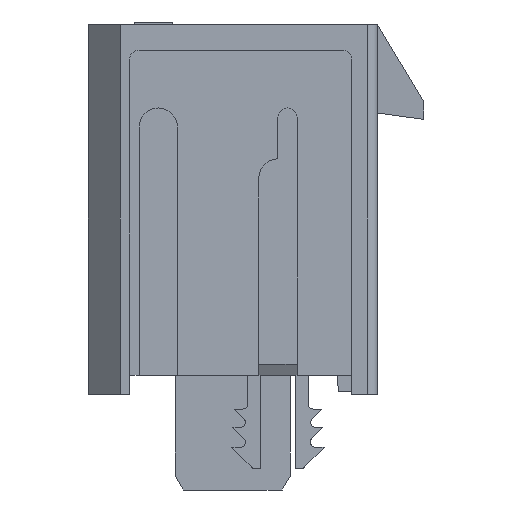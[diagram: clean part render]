
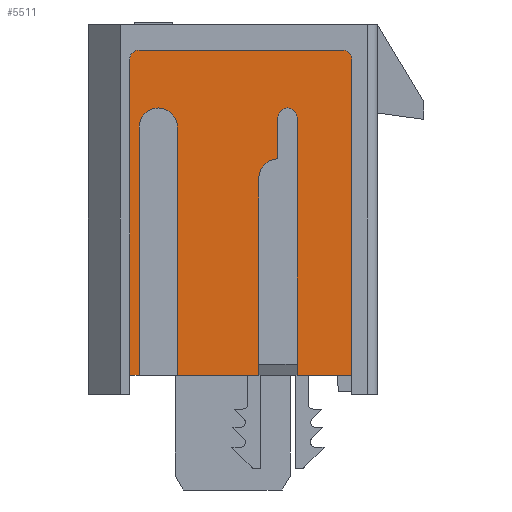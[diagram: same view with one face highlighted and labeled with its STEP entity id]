
A CAD part, left-side view. The second image highlights one B-rep face of the part: STEP entity #5511.
In plain terms, the highlighted planar face has unit normal (-1, 0, 0).
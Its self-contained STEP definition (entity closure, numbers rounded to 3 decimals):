
#61=DIRECTION('',(0.,1.,0.));
#62=VECTOR('',#61,2.184);
#63=CARTESIAN_POINT('',(38.608,15.793,-8.834));
#64=LINE('',#63,#62);
#161=DIRECTION('',(0.,1.,0.));
#162=VECTOR('',#161,0.381);
#163=CARTESIAN_POINT('',(38.608,24.277,-8.834));
#164=LINE('',#163,#162);
#169=DIRECTION('',(0.,1.,0.));
#170=VECTOR('',#169,3.251);
#171=CARTESIAN_POINT('',(38.608,19.501,-8.834));
#172=LINE('',#171,#170);
#373=CARTESIAN_POINT('',(38.608,16.174,3.764));
#374=DIRECTION('',(-1.,0.,0.));
#375=DIRECTION('',(0.,-1.,0.));
#376=AXIS2_PLACEMENT_3D('',#373,#374,#375);
#378=DIRECTION('',(0.,0.,1.));
#379=VECTOR('',#378,12.598);
#380=CARTESIAN_POINT('',(38.608,15.793,-8.834));
#381=LINE('',#380,#379);
#382=DIRECTION('',(0.,0.,-1.));
#383=VECTOR('',#382,10.287);
#384=CARTESIAN_POINT('',(38.608,17.977,1.453));
#385=LINE('',#384,#383);
#386=CARTESIAN_POINT('',(38.608,18.358,1.453));
#387=DIRECTION('',(1.,0.,0.));
#388=DIRECTION('',(0.,1.,0.));
#389=AXIS2_PLACEMENT_3D('',#386,#387,#388);
#391=DIRECTION('',(0.,0.,1.));
#392=VECTOR('',#391,1.651);
#393=CARTESIAN_POINT('',(38.608,18.739,-0.198));
#394=LINE('',#393,#392);
#395=CARTESIAN_POINT('',(38.608,18.739,-0.96));
#396=DIRECTION('',(1.,0.,0.));
#397=DIRECTION('',(0.,1.,0.));
#398=AXIS2_PLACEMENT_3D('',#395,#396,#397);
#400=DIRECTION('',(0.,0.,1.));
#401=VECTOR('',#400,7.874);
#402=CARTESIAN_POINT('',(38.608,19.501,-8.834));
#403=LINE('',#402,#401);
#404=DIRECTION('',(0.,0.,-1.));
#405=VECTOR('',#404,9.906);
#406=CARTESIAN_POINT('',(38.608,22.753,1.072));
#407=LINE('',#406,#405);
#408=CARTESIAN_POINT('',(38.608,23.515,1.072));
#409=DIRECTION('',(1.,0.,0.));
#410=DIRECTION('',(0.,1.,0.));
#411=AXIS2_PLACEMENT_3D('',#408,#409,#410);
#413=DIRECTION('',(0.,0.,1.));
#414=VECTOR('',#413,9.906);
#415=CARTESIAN_POINT('',(38.608,24.277,-8.834));
#416=LINE('',#415,#414);
#417=DIRECTION('',(0.,0.,-1.));
#418=VECTOR('',#417,12.598);
#419=CARTESIAN_POINT('',(38.608,24.658,3.764));
#420=LINE('',#419,#418);
#421=CARTESIAN_POINT('',(38.608,24.277,3.764));
#422=DIRECTION('',(-1.,0.,0.));
#423=DIRECTION('',(0.,0.,1.));
#424=AXIS2_PLACEMENT_3D('',#421,#422,#423);
#426=DIRECTION('',(0.,1.,0.));
#427=VECTOR('',#426,8.103);
#428=CARTESIAN_POINT('',(38.608,16.174,4.145));
#429=LINE('',#428,#427);
#3887=CARTESIAN_POINT('',(38.608,15.793,-8.834));
#3888=CARTESIAN_POINT('',(38.608,15.793,3.764));
#3889=VERTEX_POINT('',#3887);
#3890=VERTEX_POINT('',#3888);
#3891=CARTESIAN_POINT('',(38.608,17.977,-8.834));
#3892=VERTEX_POINT('',#3891);
#3893=CARTESIAN_POINT('',(38.608,17.977,1.453));
#3894=VERTEX_POINT('',#3893);
#3895=CARTESIAN_POINT('',(38.608,18.739,1.453));
#3896=VERTEX_POINT('',#3895);
#3897=CARTESIAN_POINT('',(38.608,18.739,-0.198));
#3898=VERTEX_POINT('',#3897);
#3899=CARTESIAN_POINT('',(38.608,19.501,-0.96));
#3900=VERTEX_POINT('',#3899);
#3901=CARTESIAN_POINT('',(38.608,19.501,-8.834));
#3902=VERTEX_POINT('',#3901);
#3903=CARTESIAN_POINT('',(38.608,22.753,-8.834));
#3904=VERTEX_POINT('',#3903);
#3905=CARTESIAN_POINT('',(38.608,22.753,1.072));
#3906=VERTEX_POINT('',#3905);
#3907=CARTESIAN_POINT('',(38.608,24.277,1.072));
#3908=VERTEX_POINT('',#3907);
#3909=CARTESIAN_POINT('',(38.608,24.277,-8.834));
#3910=VERTEX_POINT('',#3909);
#3911=CARTESIAN_POINT('',(38.608,24.658,-8.834));
#3912=VERTEX_POINT('',#3911);
#3913=CARTESIAN_POINT('',(38.608,24.658,3.764));
#3914=VERTEX_POINT('',#3913);
#3915=CARTESIAN_POINT('',(38.608,24.277,4.145));
#3916=VERTEX_POINT('',#3915);
#3917=CARTESIAN_POINT('',(38.608,16.174,4.145));
#3918=VERTEX_POINT('',#3917);
#5476=CARTESIAN_POINT('',(38.608,16.591,-1.161));
#5477=DIRECTION('',(-1.,0.,0.));
#5478=DIRECTION('',(0.,-1.,0.));
#5479=AXIS2_PLACEMENT_3D('',#5476,#5477,#5478);
#5480=PLANE('',#5479);
#5482=ORIENTED_EDGE('',*,*,#5481,.F.);
#5484=ORIENTED_EDGE('',*,*,#5483,.F.);
#5485=ORIENTED_EDGE('',*,*,#5185,.T.);
#5487=ORIENTED_EDGE('',*,*,#5486,.F.);
#5489=ORIENTED_EDGE('',*,*,#5488,.F.);
#5491=ORIENTED_EDGE('',*,*,#5490,.F.);
#5493=ORIENTED_EDGE('',*,*,#5492,.F.);
#5494=ORIENTED_EDGE('',*,*,#5462,.F.);
#5495=ORIENTED_EDGE('',*,*,#5287,.T.);
#5497=ORIENTED_EDGE('',*,*,#5496,.F.);
#5499=ORIENTED_EDGE('',*,*,#5498,.F.);
#5501=ORIENTED_EDGE('',*,*,#5500,.F.);
#5502=ORIENTED_EDGE('',*,*,#5279,.T.);
#5504=ORIENTED_EDGE('',*,*,#5503,.F.);
#5506=ORIENTED_EDGE('',*,*,#5505,.F.);
#5508=ORIENTED_EDGE('',*,*,#5507,.F.);
#5509=EDGE_LOOP('',(#5482,#5484,#5485,#5487,#5489,#5491,#5493,#5494,#5495,#5497,
#5499,#5501,#5502,#5504,#5506,#5508));
#5510=FACE_OUTER_BOUND('',#5509,.F.);
#5511=ADVANCED_FACE('',(#5510),#5480,.T.);
#377=CIRCLE('',#376,0.381);
#390=CIRCLE('',#389,0.381);
#399=CIRCLE('',#398,0.762);
#412=CIRCLE('',#411,0.762);
#425=CIRCLE('',#424,0.381);
#5185=EDGE_CURVE('',#3889,#3892,#64,.T.);
#5279=EDGE_CURVE('',#3910,#3912,#164,.T.);
#5287=EDGE_CURVE('',#3902,#3904,#172,.T.);
#5462=EDGE_CURVE('',#3902,#3900,#403,.T.);
#5481=EDGE_CURVE('',#3890,#3918,#377,.T.);
#5483=EDGE_CURVE('',#3889,#3890,#381,.T.);
#5486=EDGE_CURVE('',#3894,#3892,#385,.T.);
#5488=EDGE_CURVE('',#3896,#3894,#390,.T.);
#5490=EDGE_CURVE('',#3898,#3896,#394,.T.);
#5492=EDGE_CURVE('',#3900,#3898,#399,.T.);
#5496=EDGE_CURVE('',#3906,#3904,#407,.T.);
#5498=EDGE_CURVE('',#3908,#3906,#412,.T.);
#5500=EDGE_CURVE('',#3910,#3908,#416,.T.);
#5503=EDGE_CURVE('',#3914,#3912,#420,.T.);
#5505=EDGE_CURVE('',#3916,#3914,#425,.T.);
#5507=EDGE_CURVE('',#3918,#3916,#429,.T.);
